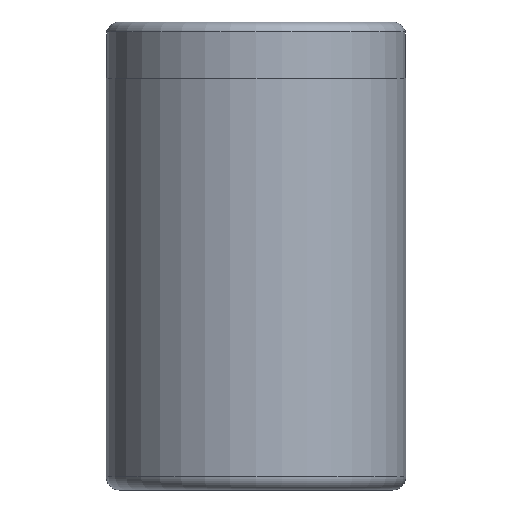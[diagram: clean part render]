
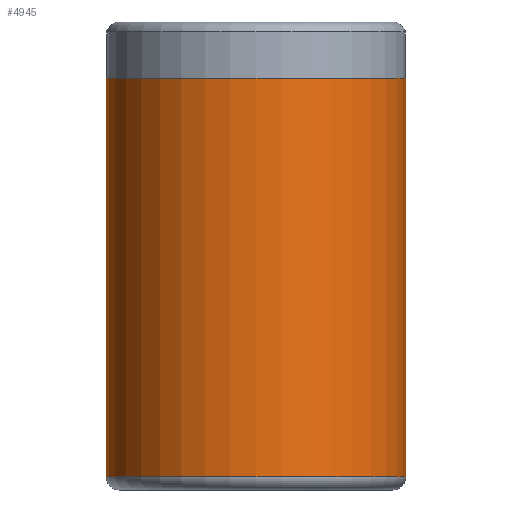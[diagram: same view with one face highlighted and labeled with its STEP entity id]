
A CAD part, front view. The second image highlights one B-rep face of the part: STEP entity #4945.
In plain terms, the highlighted cylindrical face has radius 8 mm (diameter 16 mm), a partial arc.
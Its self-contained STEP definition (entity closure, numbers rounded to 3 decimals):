
#643 = EDGE_CURVE ( 'NONE', #5686, #4349, #4199, .T. ) ;
#909 = AXIS2_PLACEMENT_3D ( 'NONE', #2776, #7240, #5261 ) ;
#1052 = VECTOR ( 'NONE', #4290, 1000. ) ;
#2060 = DIRECTION ( 'NONE',  ( 1., 0., 0. ) ) ;
#2136 = VERTEX_POINT ( 'NONE', #2445 ) ;
#2270 = EDGE_CURVE ( 'NONE', #4468, #2136, #7873, .T. ) ;
#2315 = CARTESIAN_POINT ( 'NONE',  ( 8., 0., 25. ) ) ;
#2365 = CARTESIAN_POINT ( 'NONE',  ( -8., 0., 22. ) ) ;
#2383 = CARTESIAN_POINT ( 'NONE',  ( 8., 0., 22. ) ) ;
#2445 = CARTESIAN_POINT ( 'NONE',  ( 8., 0., 0.7 ) ) ;
#2735 = DIRECTION ( 'NONE',  ( 0., 0., -1. ) ) ;
#2746 = LINE ( 'NONE', #2315, #1052 ) ;
#2776 = CARTESIAN_POINT ( 'NONE',  ( 0., 0., 22. ) ) ;
#4166 = EDGE_CURVE ( 'NONE', #5686, #4468, #8363, .T. ) ;
#4199 = CIRCLE ( 'NONE', #909, 8. ) ;
#4290 = DIRECTION ( 'NONE',  ( 0., 0., -1. ) ) ;
#4349 = VERTEX_POINT ( 'NONE', #2383 ) ;
#4364 = CARTESIAN_POINT ( 'NONE',  ( 0., 0., 25. ) ) ;
#4397 = DIRECTION ( 'NONE',  ( 0., 0., -1. ) ) ;
#4430 = ORIENTED_EDGE ( 'NONE', *, *, #4166, .T. ) ;
#4468 = VERTEX_POINT ( 'NONE', #6420 ) ;
#4648 = CARTESIAN_POINT ( 'NONE',  ( 0., 0., 0.7 ) ) ;
#4673 = FACE_OUTER_BOUND ( 'NONE', #6454, .T. ) ;
#4740 = ORIENTED_EDGE ( 'NONE', *, *, #2270, .T. ) ;
#4945 = ADVANCED_FACE ( 'NONE', ( #4673 ), #5306, .T. ) ;
#5023 = DIRECTION ( 'NONE',  ( -1., 0., 0. ) ) ;
#5206 = EDGE_CURVE ( 'NONE', #4349, #2136, #2746, .T. ) ;
#5261 = DIRECTION ( 'NONE',  ( 1., 0., 0. ) ) ;
#5306 = CYLINDRICAL_SURFACE ( 'NONE', #7405, 8. ) ;
#5368 = ORIENTED_EDGE ( 'NONE', *, *, #643, .F. ) ;
#5686 = VERTEX_POINT ( 'NONE', #2365 ) ;
#5768 = ORIENTED_EDGE ( 'NONE', *, *, #5206, .F. ) ;
#6420 = CARTESIAN_POINT ( 'NONE',  ( -8., 0., 0.7 ) ) ;
#6454 = EDGE_LOOP ( 'NONE', ( #5768, #5368, #4430, #4740 ) ) ;
#6597 = DIRECTION ( 'NONE',  ( 0., 0., 1. ) ) ;
#7198 = VECTOR ( 'NONE', #2735, 1000. ) ;
#7240 = DIRECTION ( 'NONE',  ( 0., 0., 1. ) ) ;
#7307 = CARTESIAN_POINT ( 'NONE',  ( -8., 0., 25. ) ) ;
#7395 = AXIS2_PLACEMENT_3D ( 'NONE', #4648, #6597, #2060 ) ;
#7405 = AXIS2_PLACEMENT_3D ( 'NONE', #4364, #4397, #5023 ) ;
#7873 = CIRCLE ( 'NONE', #7395, 8. ) ;
#8363 = LINE ( 'NONE', #7307, #7198 ) ;
